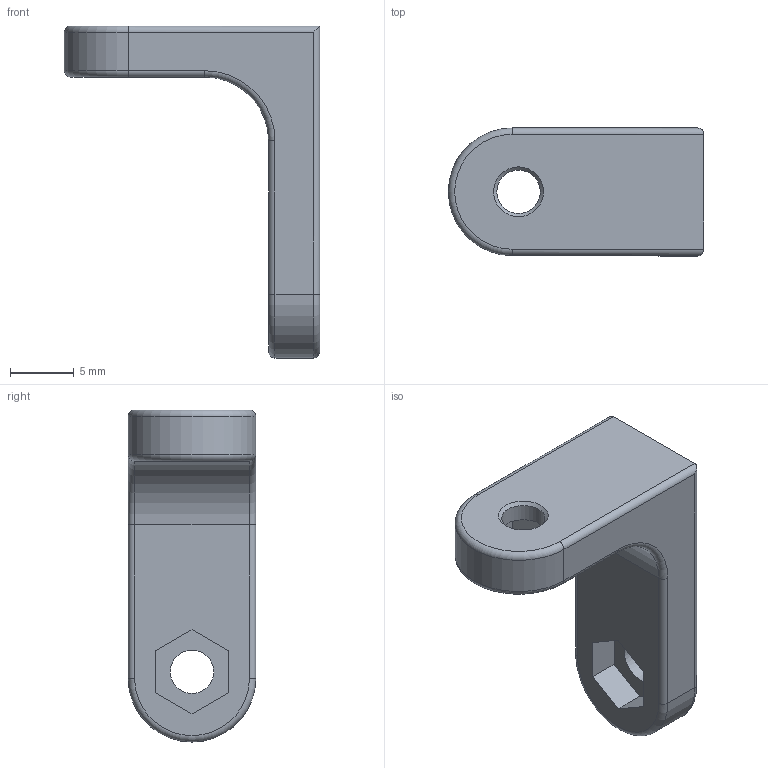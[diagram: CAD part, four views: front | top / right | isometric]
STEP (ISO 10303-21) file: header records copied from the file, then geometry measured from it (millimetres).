
FILE_DESCRIPTION(/* description */ (''),/* implementation_level */ '2;1');
FILE_NAME(/* name */ 'BoxBracket.stp',/* time_stamp */ '2023-11-16T15:09:52-06:00',/* author */ ('Eric'),/* organization */ (''),/* preprocessor_version */ 'ST-DEVELOPER v20',/* originating_system */ 'Autodesk Inventor 2024',/* authorisation */ '');
FILE_SCHEMA (('AUTOMOTIVE_DESIGN { 1 0 10303 214 3 1 1 }'));
Length unit declared in the file: millimetre
Products named in the file (1): BoxBracket
Bounding box: 20 x 10 x 26 mm (x, y, z)
Volume: 1473.1 mm3; surface area: 1217.4 mm2
Topology: 1 solids, 1 shells, 41 faces, 95 edges, 58 vertices
Faces by surface type: plane 20, cylinder 13, torus 6, cone 2
Full cylindrical faces by diameter (mm): 3.4 x2
Entity records: 1204 total; most frequent: DIRECTION 211, CARTESIAN_POINT 195, ORIENTED_EDGE 190, EDGE_CURVE 95, AXIS2_PLACEMENT_3D 74, LINE 63, VECTOR 63, VERTEX_POINT 58
